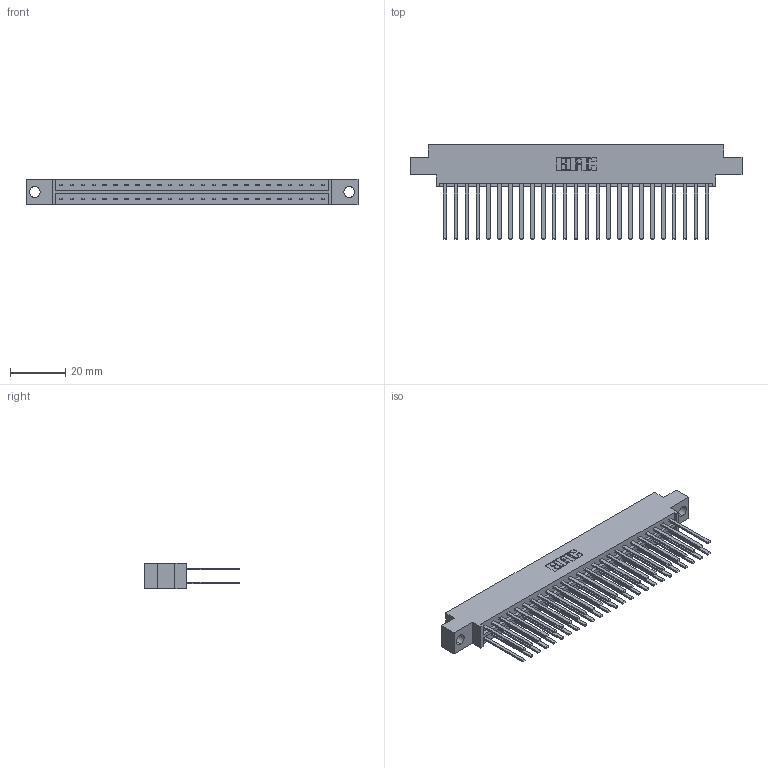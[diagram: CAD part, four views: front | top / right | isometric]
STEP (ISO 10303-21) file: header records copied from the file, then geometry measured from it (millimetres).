
FILE_DESCRIPTION (( 'STEP AP203' ), '1' );
FILE_NAME ('833-050-544-804.STEP', '2020-06-04T17:54:02', ( '' ), ( '' ), 'SwSTEP 2.0', 'SolidWorks 2020', '' );
FILE_SCHEMA (( 'CONFIG_CONTROL_DESIGN' ));
Length unit declared in the file: inch
Products named in the file (3): 833-050-544-804; 833 Part_Offset - .156 Dia - TH; 345-292-001_345-293-144
Assembly tree (51 placements, depth 2):
  833-050-544-804
    833 Part_Offset - .156 Dia - TH
    345-292-001_345-293-144  x50
Bounding box: 120.6 x 34.3 x 9.4 mm (x, y, z)
Volume: 12538.8 mm3; surface area: 16918.3 mm2
Topology: 51 solids, 51 shells, 2418 faces, 7173 edges, 4714 vertices
Faces by surface type: plane 1674, cylinder 744
Entity records: 18233 total; most frequent: CARTESIAN_POINT 3042, ORIENTED_EDGE 2978, DIRECTION 2625, EDGE_CURVE 1489, VECTOR 1365, LINE 1365, VERTEX_POINT 990, AXIS2_PLACEMENT_3D 630
